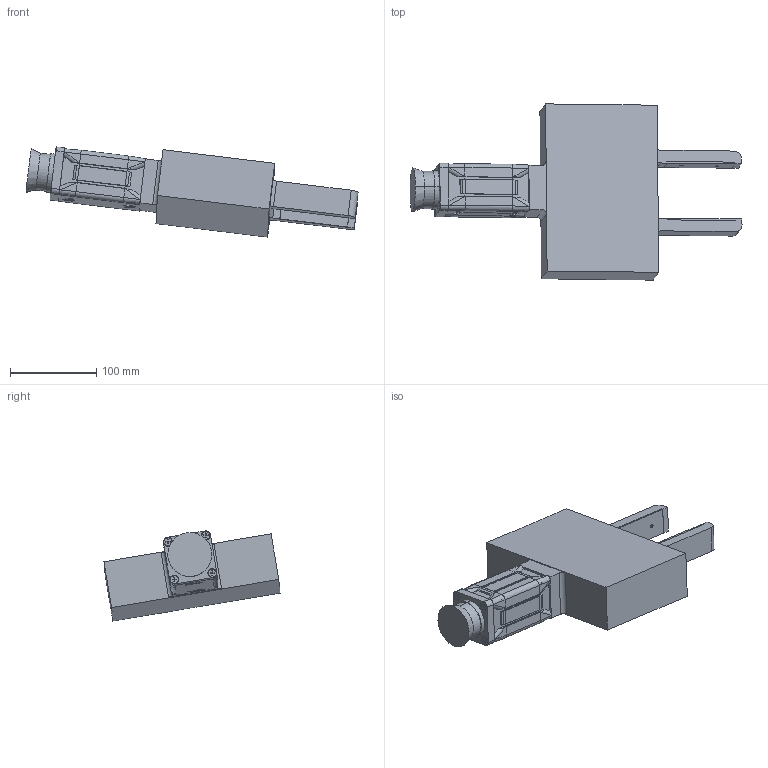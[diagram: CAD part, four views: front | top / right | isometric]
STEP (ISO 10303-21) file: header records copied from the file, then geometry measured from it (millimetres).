
FILE_DESCRIPTION (( 'STEP AP214' ), '1' );
FILE_NAME ('Gripper.STEP', '2012-05-24T18:38:29', ( '' ), ( '' ), 'SwSTEP 2.0', 'SolidWorks 2011', '' );
FILE_SCHEMA (( 'AUTOMOTIVE_DESIGN' ));
Length unit declared in the file: millimetre
Products named in the file (14): Flat Head Screw_AM_B18.6.7M - M5 x 0.8 x 50 Type I Cross Recessed FHMS --50N; metaem2; Bimba-AB-100-50_AB-100 Body; Bimba-AB-100-50_AB-100 Rod; pin2; pin; bearing; boreg; loach; boxa; clips2_Default<As Machined>; bridge; piston-end; Gripper
Assembly tree (27 placements, depth 2):
  Gripper
    bearing  x4
    clips2_Default<As Machined>  x2
    Bimba-AB-100-50_AB-100 Body
    boreg  x4
    bridge  x2
    loach  x2
    pin  x2
    piston-end
    Flat Head Screw_AM_B18.6.7M - M5 x 0.8 x 50 Type I Cross Recessed FHMS --50N  x4
    pin2  x2
    Bimba-AB-100-50_AB-100 Rod
    boxa
    metaem2
Bounding box: 383.93 x 203.69 x 104.33 mm (x, y, z)
Volume: 902007.9 mm3; surface area: 291932.4 mm2
Topology: 27 solids, 27 shells, 1017 faces, 2316 edges, 1430 vertices
Faces by surface type: plane 601, cylinder 330, cone 50, bspline 20, torus 16
Entity records: 22760 total; most frequent: CARTESIAN_POINT 4117, DIRECTION 3788, ORIENTED_EDGE 3596, EDGE_CURVE 1798, AXIS2_PLACEMENT_3D 1298, VECTOR 1192, LINE 1192, VERTEX_POINT 1127
